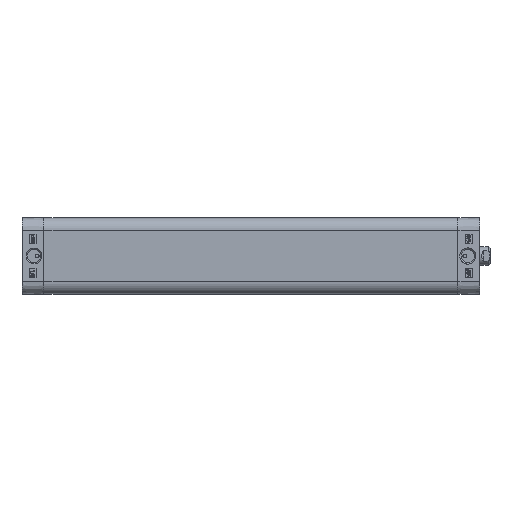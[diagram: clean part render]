
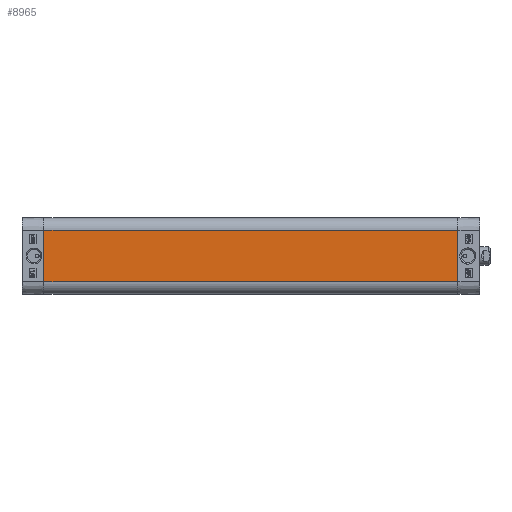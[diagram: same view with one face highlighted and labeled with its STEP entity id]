
A CAD part, left-side view. The second image highlights one B-rep face of the part: STEP entity #8965.
In plain terms, the highlighted planar face has unit normal (-1, 0, 0).
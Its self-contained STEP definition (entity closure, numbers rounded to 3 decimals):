
#5945=CARTESIAN_POINT('',(-24.5,-265.5,16.5));
#5946=VERTEX_POINT('',#5945);
#5953=CARTESIAN_POINT('',(-24.5,-265.5,-16.5));
#5954=VERTEX_POINT('',#5953);
#5955=CARTESIAN_POINT('',(-24.5,-265.5,-16.5));
#5956=DIRECTION('',(0.0,0.0,1.0));
#5957=VECTOR('',#5956,33.0);
#5958=LINE('',#5955,#5957);
#5959=EDGE_CURVE('',#5954,#5946,#5958,.T.);
#8923=CARTESIAN_POINT('',(-24.5,0.0,-16.5));
#8924=VERTEX_POINT('',#8923);
#8925=CARTESIAN_POINT('',(-24.5,0.0,-16.5));
#8926=DIRECTION('',(0.0,-1.0,0.0));
#8927=VECTOR('',#8926,265.5);
#8928=LINE('',#8925,#8927);
#8929=EDGE_CURVE('',#8924,#5954,#8928,.T.);
#8942=CARTESIAN_POINT('',(-24.5,0.0,-16.5));
#8943=DIRECTION('',(-1.0,0.0,0.0));
#8944=DIRECTION('',(0.0,0.0,1.0));
#8945=AXIS2_PLACEMENT_3D('',#8942,#8943,#8944);
#8946=PLANE('',#8945);
#8947=ORIENTED_EDGE('',*,*,#5959,.T.);
#8948=CARTESIAN_POINT('',(-24.5,0.0,16.5));
#8949=VERTEX_POINT('',#8948);
#8950=CARTESIAN_POINT('',(-24.5,0.0,16.5));
#8951=DIRECTION('',(0.0,-1.0,0.0));
#8952=VECTOR('',#8951,265.5);
#8953=LINE('',#8950,#8952);
#8954=EDGE_CURVE('',#8949,#5946,#8953,.T.);
#8955=ORIENTED_EDGE('',*,*,#8954,.F.);
#8956=CARTESIAN_POINT('',(-24.5,0.0,-16.5));
#8957=DIRECTION('',(0.0,0.0,1.0));
#8958=VECTOR('',#8957,33.0);
#8959=LINE('',#8956,#8958);
#8960=EDGE_CURVE('',#8924,#8949,#8959,.T.);
#8961=ORIENTED_EDGE('',*,*,#8960,.F.);
#8962=ORIENTED_EDGE('',*,*,#8929,.T.);
#8963=EDGE_LOOP('',(#8947,#8955,#8961,#8962));
#8964=FACE_OUTER_BOUND('',#8963,.T.);
#8965=ADVANCED_FACE('',(#8964),#8946,.T.);
